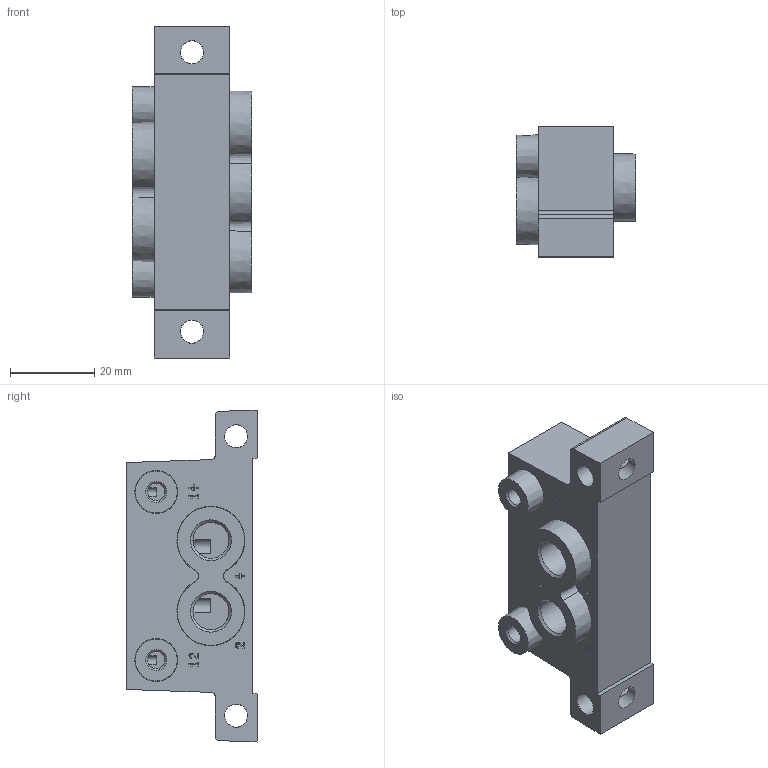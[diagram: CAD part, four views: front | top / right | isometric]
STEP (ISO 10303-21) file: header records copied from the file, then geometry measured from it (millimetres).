
FILE_DESCRIPTION(/* description */ ('STEP AP214'),/* implementation_level */ '2;1');
FILE_NAME(/* name */ '161115_NAS-1_8-02-VDMA',/* time_stamp */ '2024-09-11T21:23:29+02:00',/* author */ ('License CC BY-ND 4.0'),/* organization */ ('CADENAS'),/* preprocessor_version */ 'ST-DEVELOPER v19.3',/* originating_system */ 'PARTsolutions',/* authorisation */ ' ');
FILE_SCHEMA (('AUTOMOTIVE_DESIGN {1 0 10303 214 3 1 1}'));
Length unit declared in the file: millimetre
Products named in the file (1): 161115 NAS-1/8-02-VDMA
Bounding box: 28.5 x 31 x 79 mm (x, y, z)
Volume: 32708.2 mm3; surface area: 13358.4 mm2
Topology: 1 solids, 1 shells, 219 faces, 588 edges, 385 vertices
Faces by surface type: plane 148, cylinder 48, cone 23
Full cylindrical faces by diameter (mm): 3.2 x1, 3.242 x2, 4.134 x2, 5.5 x8, 8.566 x5
Entity records: 6717 total; most frequent: CARTESIAN_POINT 1215, DIRECTION 1109, ORIENTED_EDGE 1104, EDGE_CURVE 552, LINE 409, VECTOR 409, VERTEX_POINT 378, AXIS2_PLACEMENT_3D 350
